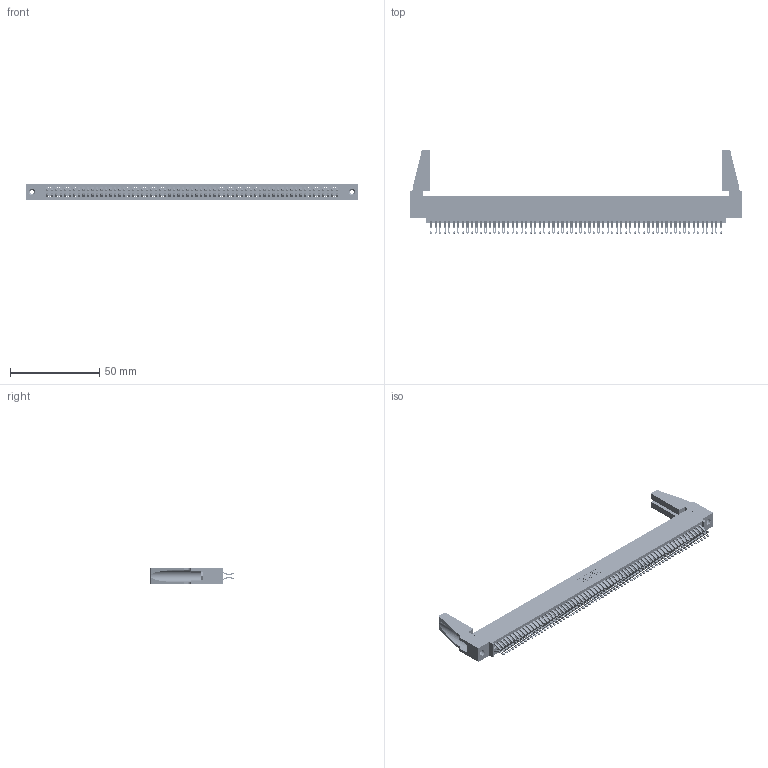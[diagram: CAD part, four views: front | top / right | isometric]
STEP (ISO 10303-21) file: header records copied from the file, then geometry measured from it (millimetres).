
FILE_DESCRIPTION (( 'STEP AP203' ), '1' );
FILE_NAME ('395-130-555-588.STEP', '2019-10-29T00:07:25', ( '' ), ( '' ), 'SwSTEP 2.0', 'SolidWorks 2016', '' );
FILE_SCHEMA (( 'CONFIG_CONTROL_DESIGN' ));
Length unit declared in the file: inch
Products named in the file (5): 345 Part_0.110 Offset - 0.156 Dia-TH; 345-292-001_555 Tail; 345-250-001_345-250-001-102; 345-220-078_345-220-088; 395-130-555-588
Assembly tree (135 placements, depth 2):
  395-130-555-588
    345 Part_0.110 Offset - 0.156 Dia-TH
    345-292-001_555 Tail  x130
    345-250-001_345-250-001-102  x2
    345-220-078_345-220-088  x2
Bounding box: 186.33 x 46.79 x 9.4 mm (x, y, z)
Volume: 21870.4 mm3; surface area: 32492.3 mm2
Topology: 135 solids, 135 shells, 7534 faces, 23677 edges, 15774 vertices
Faces by surface type: plane 4186, cylinder 3332, cone 12, torus 4
Entity records: 50510 total; most frequent: CARTESIAN_POINT 8476, ORIENTED_EDGE 8340, DIRECTION 7418, EDGE_CURVE 4170, LINE 3716, VECTOR 3716, VERTEX_POINT 2774, AXIS2_PLACEMENT_3D 1851
